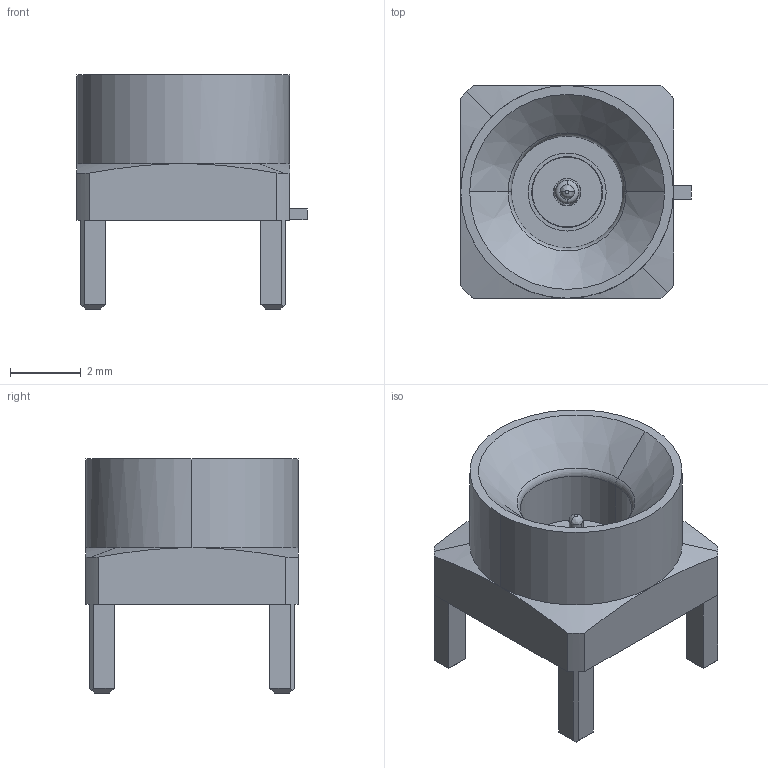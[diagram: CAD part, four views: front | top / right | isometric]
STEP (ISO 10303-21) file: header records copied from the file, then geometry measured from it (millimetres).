
FILE_DESCRIPTION((''),'2;1');
FILE_NAME('734153320','2016-05-10T',('gsharma'),(''),'PRO/ENGINEER BY PARAMETRIC TECHNOLOGY CORPORATION, 2012310','PRO/ENGINEER BY PARAMETRIC TECHNOLOGY CORPORATION, 2012310','');
FILE_SCHEMA(('CONFIG_CONTROL_DESIGN'));
Length unit declared in the file: millimetre
Products named in the file (1): 734153320
Bounding box: 6.5 x 6 x 6.6 mm (x, y, z)
Volume: 98.2 mm3; surface area: 216.5 mm2
Topology: 1 solids, 1 shells, 153 faces, 427 edges, 282 vertices
Faces by surface type: plane 88, cylinder 43, cone 16, torus 4, bspline 2
Entity records: 5116 total; most frequent: CARTESIAN_POINT 1094, DIRECTION 838, ORIENTED_EDGE 834, EDGE_CURVE 417, AXIS2_PLACEMENT_3D 301, VERTEX_POINT 274, VECTOR 236, LINE 236
